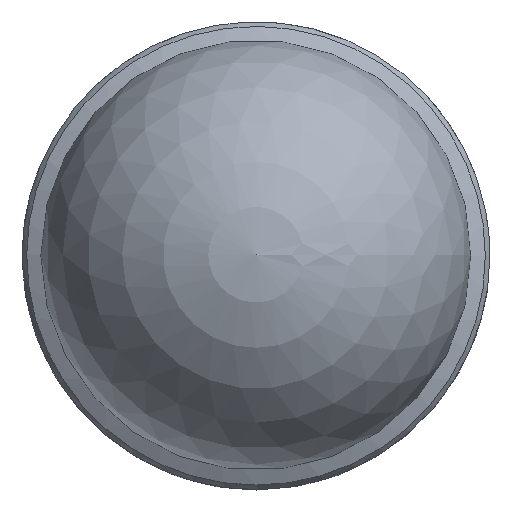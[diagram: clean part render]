
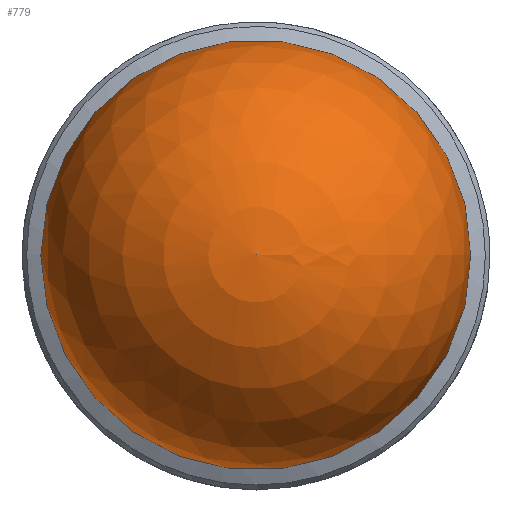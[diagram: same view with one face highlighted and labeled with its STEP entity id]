
A CAD part, top view. The second image highlights one B-rep face of the part: STEP entity #779.
In plain terms, the highlighted spherical face has radius 4.184 mm.
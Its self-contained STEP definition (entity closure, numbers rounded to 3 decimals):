
#560 = ( BOUNDED_SURFACE() B_SPLINE_SURFACE(2,13,(
    (#561,#562,#563,#564,#565,#566,#567,#568,#569,#570,#571,#572,#573
      ,#574)
    ,(#575,#576,#577,#578,#579,#580,#581,#582,#583,#584,#585,#586,#587
      ,#588)
    ,(#589,#590,#591,#592,#593,#594,#595,#596,#597,#598,#599,#600,#601
,#602
    )),.UNSPECIFIED.,.F.,.F.,.F.) B_SPLINE_SURFACE_WITH_KNOTS((3,3),(14,
    14),(0.,13.741),(0.,13.741),
.PIECEWISE_BEZIER_KNOTS.) GEOMETRIC_REPRESENTATION_ITEM() 
RATIONAL_B_SPLINE_SURFACE((
    (1.,1.,1.,1.,1.,1.
      ,1.,1.,1.,1.
      ,1.,1.,1.,1.)
    ,(0.87,0.87,0.87,0.87
      ,0.87,0.87,0.87,0.87
      ,0.87,0.87,0.87,0.87
      ,0.87,0.87)
    ,(1.,1.,1.,1.,1.,1.
      ,1.,1.,1.,1.
,1.,1.,1.,1.
  ))) REPRESENTATION_ITEM('') SURFACE() );
#561 = CARTESIAN_POINT('',(2.633,0.,
    7.063));
#562 = CARTESIAN_POINT('',(2.633,-1.254,7.063
    ));
#563 = CARTESIAN_POINT('',(1.985,-2.537,7.063
    ));
#564 = CARTESIAN_POINT('',(0.651,-3.455,7.063
    ));
#565 = CARTESIAN_POINT('',(-1.185,-3.596,
    7.063));
#566 = CARTESIAN_POINT('',(-2.771,-2.618,7.063)
  );
#567 = CARTESIAN_POINT('',(-3.934,-1.19,
    7.063));
#568 = CARTESIAN_POINT('',(-3.934,1.19,7.063
    ));
#569 = CARTESIAN_POINT('',(-2.771,2.618,7.063)
  );
#570 = CARTESIAN_POINT('',(-1.185,3.596,7.063)
  );
#571 = CARTESIAN_POINT('',(0.651,3.455,7.063)
  );
#572 = CARTESIAN_POINT('',(1.985,2.537,7.063)
  );
#573 = CARTESIAN_POINT('',(2.633,1.254,7.063)
  );
#574 = CARTESIAN_POINT('',(2.633,0.,
    7.063));
#575 = CARTESIAN_POINT('',(2.193,0.,
    6.707));
#576 = CARTESIAN_POINT('',(2.193,-1.044,6.707
    ));
#577 = CARTESIAN_POINT('',(1.653,-2.113,6.707
    ));
#578 = CARTESIAN_POINT('',(0.542,-2.877,6.707
    ));
#579 = CARTESIAN_POINT('',(-0.987,-2.994,
    6.707));
#580 = CARTESIAN_POINT('',(-2.307,-2.18,
    6.707));
#581 = CARTESIAN_POINT('',(-3.276,-0.991,
    6.707));
#582 = CARTESIAN_POINT('',(-3.276,0.991,6.707)
  );
#583 = CARTESIAN_POINT('',(-2.307,2.18,6.707)
  );
#584 = CARTESIAN_POINT('',(-0.987,2.994,6.707)
  );
#585 = CARTESIAN_POINT('',(0.542,2.877,6.707)
  );
#586 = CARTESIAN_POINT('',(1.653,2.113,6.707)
  );
#587 = CARTESIAN_POINT('',(2.193,1.044,6.707)
  );
#588 = CARTESIAN_POINT('',(2.193,0.,
    6.707));
#589 = CARTESIAN_POINT('',(2.272,0.,
    6.146));
#590 = CARTESIAN_POINT('',(2.272,-1.082,6.146
    ));
#591 = CARTESIAN_POINT('',(1.713,-2.19,6.146
    ));
#592 = CARTESIAN_POINT('',(0.562,-2.981,6.146
    ));
#593 = CARTESIAN_POINT('',(-1.022,-3.103,
    6.146));
#594 = CARTESIAN_POINT('',(-2.391,-2.259,
    6.146));
#595 = CARTESIAN_POINT('',(-3.394,-1.027,6.146)
  );
#596 = CARTESIAN_POINT('',(-3.394,1.027,6.146)
  );
#597 = CARTESIAN_POINT('',(-2.391,2.259,6.146)
  );
#598 = CARTESIAN_POINT('',(-1.022,3.103,6.146
    ));
#599 = CARTESIAN_POINT('',(0.562,2.981,6.146)
  );
#600 = CARTESIAN_POINT('',(1.713,2.19,6.146)
  );
#601 = CARTESIAN_POINT('',(2.272,1.082,6.146)
  );
#602 = CARTESIAN_POINT('',(2.272,0.,
    6.146));
#669 = VERTEX_POINT('',#670);
#670 = CARTESIAN_POINT('',(2.633,0.,
    7.063));
#693 = EDGE_CURVE('',#669,#669,#694,.T.);
#694 = SURFACE_CURVE('',#695,(#710,#717),.PCURVE_S1.);
#695 = ( BOUNDED_CURVE() B_SPLINE_CURVE(13,(#696,#697,#698,#699,#700,
    #701,#702,#703,#704,#705,#706,#707,#708,#709),.UNSPECIFIED.,.T.,.F.)
 B_SPLINE_CURVE_WITH_KNOTS((14,14),(0.,13.741),
.PIECEWISE_BEZIER_KNOTS.) CURVE() GEOMETRIC_REPRESENTATION_ITEM() 
RATIONAL_B_SPLINE_CURVE((1.,1.,1.,1.,
    1.,1.,1.,1.,
    1.,1.,1.,1.,1.,1.)) 
REPRESENTATION_ITEM('') );
#696 = CARTESIAN_POINT('',(2.633,0.,
    7.063));
#697 = CARTESIAN_POINT('',(2.633,-1.254,7.063
    ));
#698 = CARTESIAN_POINT('',(1.985,-2.537,7.063
    ));
#699 = CARTESIAN_POINT('',(0.651,-3.455,7.063
    ));
#700 = CARTESIAN_POINT('',(-1.185,-3.596,
    7.063));
#701 = CARTESIAN_POINT('',(-2.771,-2.618,7.063)
  );
#702 = CARTESIAN_POINT('',(-3.934,-1.19,
    7.063));
#703 = CARTESIAN_POINT('',(-3.934,1.19,7.063
    ));
#704 = CARTESIAN_POINT('',(-2.771,2.618,7.063)
  );
#705 = CARTESIAN_POINT('',(-1.185,3.596,7.063)
  );
#706 = CARTESIAN_POINT('',(0.651,3.455,7.063)
  );
#707 = CARTESIAN_POINT('',(1.985,2.537,7.063)
  );
#708 = CARTESIAN_POINT('',(2.633,1.254,7.063)
  );
#709 = CARTESIAN_POINT('',(2.633,0.,
    7.063));
#710 = PCURVE('',#560,#711);
#711 = DEFINITIONAL_REPRESENTATION('',(#712),#716);
#712 = LINE('',#713,#714);
#713 = CARTESIAN_POINT('',(0.,0.));
#714 = VECTOR('',#715,1.);
#715 = DIRECTION('',(0.,1.));
#716 = ( GEOMETRIC_REPRESENTATION_CONTEXT(2) 
PARAMETRIC_REPRESENTATION_CONTEXT() REPRESENTATION_CONTEXT('2D SPACE',''
  ) );
#717 = PCURVE('',#718,#723);
#718 = SPHERICAL_SURFACE('',#719,4.184);
#719 = AXIS2_PLACEMENT_3D('',#720,#721,#722);
#720 = CARTESIAN_POINT('',(0.,0.,
    10.316));
#721 = DIRECTION('',(0.,0.,1.));
#722 = DIRECTION('',(1.,0.,0.));
#723 = DEFINITIONAL_REPRESENTATION('',(#724),#743);
#724 = B_SPLINE_CURVE_WITH_KNOTS('',9,(#725,#726,#727,#728,#729,#730,
    #731,#732,#733,#734,#735,#736,#737,#738,#739,#740,#741,#742),
  .UNSPECIFIED.,.F.,.F.,(10,8,10),(0.,6.87,
    13.741),.UNSPECIFIED.);
#725 = CARTESIAN_POINT('',(0.,-0.89));
#726 = CARTESIAN_POINT('',(-0.344,-0.89));
#727 = CARTESIAN_POINT('',(-0.694,-0.89));
#728 = CARTESIAN_POINT('',(-1.045,-0.89));
#729 = CARTESIAN_POINT('',(-1.396,-0.89));
#730 = CARTESIAN_POINT('',(-1.745,-0.89));
#731 = CARTESIAN_POINT('',(-2.095,-0.89));
#732 = CARTESIAN_POINT('',(-2.443,-0.89));
#733 = CARTESIAN_POINT('',(-2.793,-0.89));
#734 = CARTESIAN_POINT('',(-3.491,-0.89));
#735 = CARTESIAN_POINT('',(-3.84,-0.89));
#736 = CARTESIAN_POINT('',(-4.189,-0.89));
#737 = CARTESIAN_POINT('',(-4.538,-0.89));
#738 = CARTESIAN_POINT('',(-4.887,-0.89));
#739 = CARTESIAN_POINT('',(-5.238,-0.89));
#740 = CARTESIAN_POINT('',(-5.589,-0.89));
#741 = CARTESIAN_POINT('',(-5.939,-0.89));
#742 = CARTESIAN_POINT('',(-6.283,-0.89));
#743 = ( GEOMETRIC_REPRESENTATION_CONTEXT(2) 
PARAMETRIC_REPRESENTATION_CONTEXT() REPRESENTATION_CONTEXT('2D SPACE',''
  ) );
#779 = ADVANCED_FACE('',(#780),#718,.T.);
#780 = FACE_BOUND('',#781,.F.);
#781 = EDGE_LOOP('',(#782,#806,#807));
#782 = ORIENTED_EDGE('',*,*,#783,.T.);
#783 = EDGE_CURVE('',#669,#784,#786,.T.);
#784 = VERTEX_POINT('',#785);
#785 = CARTESIAN_POINT('',(0.,0.,14.5)
  );
#786 = SEAM_CURVE('',#787,(#792,#799),.PCURVE_S1.);
#787 = CIRCLE('',#788,4.184);
#788 = AXIS2_PLACEMENT_3D('',#789,#790,#791);
#789 = CARTESIAN_POINT('',(0.,0.,
    10.316));
#790 = DIRECTION('',(0.,-1.,0.));
#791 = DIRECTION('',(1.,0.,0.));
#792 = PCURVE('',#718,#793);
#793 = DEFINITIONAL_REPRESENTATION('',(#794),#798);
#794 = LINE('',#795,#796);
#795 = CARTESIAN_POINT('',(-6.283,-6.283));
#796 = VECTOR('',#797,1.);
#797 = DIRECTION('',(-0.,1.));
#798 = ( GEOMETRIC_REPRESENTATION_CONTEXT(2) 
PARAMETRIC_REPRESENTATION_CONTEXT() REPRESENTATION_CONTEXT('2D SPACE',''
  ) );
#799 = PCURVE('',#718,#800);
#800 = DEFINITIONAL_REPRESENTATION('',(#801),#805);
#801 = LINE('',#802,#803);
#802 = CARTESIAN_POINT('',(-0.,-6.283));
#803 = VECTOR('',#804,1.);
#804 = DIRECTION('',(-0.,1.));
#805 = ( GEOMETRIC_REPRESENTATION_CONTEXT(2) 
PARAMETRIC_REPRESENTATION_CONTEXT() REPRESENTATION_CONTEXT('2D SPACE',''
  ) );
#806 = ORIENTED_EDGE('',*,*,#783,.F.);
#807 = ORIENTED_EDGE('',*,*,#693,.T.);
